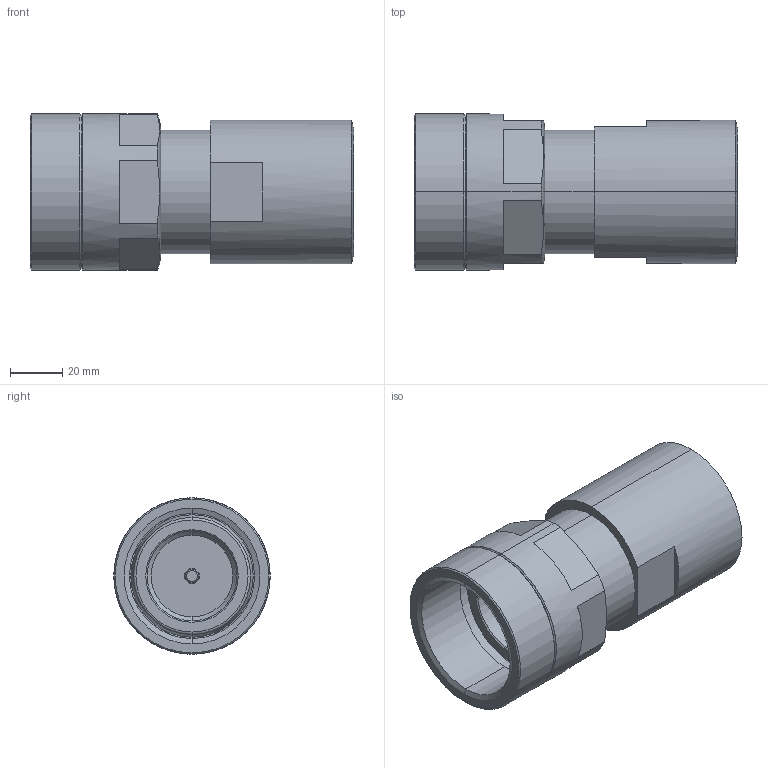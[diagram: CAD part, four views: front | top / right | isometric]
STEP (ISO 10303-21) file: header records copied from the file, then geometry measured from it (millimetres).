
FILE_DESCRIPTION (( 'STEP AP214' ), '1' );
FILE_NAME ('BH25.1105_IC_JV.STEP', '2016-10-12T11:55:29', ( '' ), ( '' ), 'SwSTEP 2.0', 'SolidWorks 2016', '' );
FILE_SCHEMA (( 'AUTOMOTIVE_DESIGN' ));
Length unit declared in the file: millimetre
Products named in the file (1): BH25.1105_IC_JV
Bounding box: 124 x 60 x 60 mm (x, y, z)
Volume: 205283.4 mm3; surface area: 40842 mm2
Topology: 1 solids, 1 shells, 102 faces, 218 edges, 126 vertices
Faces by surface type: cylinder 34, cone 28, plane 26, torus 14
Entity records: 2826 total; most frequent: DIRECTION 542, CARTESIAN_POINT 509, ORIENTED_EDGE 436, AXIS2_PLACEMENT_3D 227, EDGE_CURVE 218, VERTEX_POINT 126, CIRCLE 124, EDGE_LOOP 110
